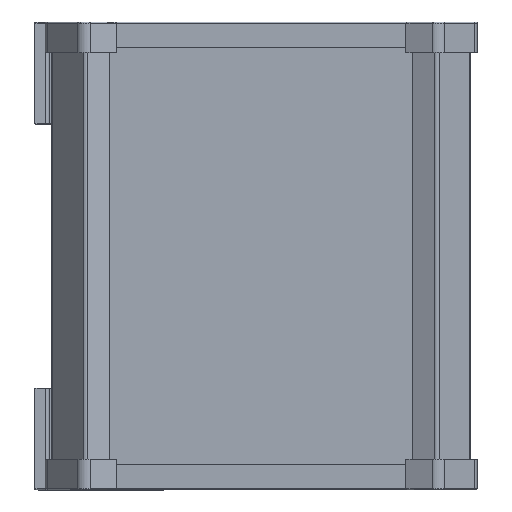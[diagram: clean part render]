
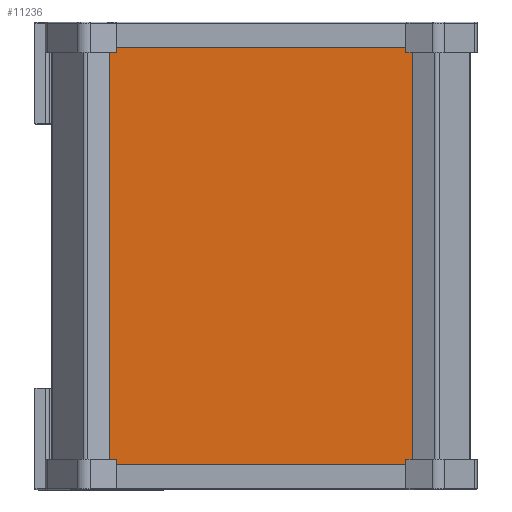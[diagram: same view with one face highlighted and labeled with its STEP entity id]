
A CAD part, top view. The second image highlights one B-rep face of the part: STEP entity #11236.
In plain terms, the highlighted planar face has unit normal (0, 0, 1).
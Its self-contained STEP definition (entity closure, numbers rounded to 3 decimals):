
#992=FACE_OUTER_BOUND('',#1668,.T.);
#1668=EDGE_LOOP('',(#7619,#7620,#7621,#7622));
#2393=LINE('',#16772,#3533);
#2414=LINE('',#16825,#3554);
#2429=LINE('',#16864,#3569);
#2431=LINE('',#16867,#3571);
#3533=VECTOR('',#13251,10.);
#3554=VECTOR('',#13300,10.);
#3569=VECTOR('',#13343,10.);
#3571=VECTOR('',#13347,10.);
#4671=VERTEX_POINT('',#16769);
#4672=VERTEX_POINT('',#16771);
#4690=VERTEX_POINT('',#16823);
#4700=VERTEX_POINT('',#16863);
#5771=EDGE_CURVE('',#4671,#4672,#2393,.T.);
#5798=EDGE_CURVE('',#4690,#4671,#2414,.T.);
#5817=EDGE_CURVE('',#4700,#4672,#2429,.T.);
#5819=EDGE_CURVE('',#4690,#4700,#2431,.T.);
#7619=ORIENTED_EDGE('',*,*,#5771,.F.);
#7620=ORIENTED_EDGE('',*,*,#5798,.F.);
#7621=ORIENTED_EDGE('',*,*,#5819,.T.);
#7622=ORIENTED_EDGE('',*,*,#5817,.T.);
#10850=PLANE('',#11975);
#11236=ADVANCED_FACE('',(#992),#10850,.T.);
#11975=AXIS2_PLACEMENT_3D('',#16866,#13345,#13346);
#13251=DIRECTION('',(1.,0.,0.));
#13300=DIRECTION('',(0.,1.,0.));
#13343=DIRECTION('',(0.,1.,0.));
#13345=DIRECTION('center_axis',(0.,0.,1.));
#13346=DIRECTION('ref_axis',(1.,0.,0.));
#13347=DIRECTION('',(1.,0.,0.));
#16769=CARTESIAN_POINT('',(-29.8,45.,5.671));
#16771=CARTESIAN_POINT('',(29.8,45.,5.671));
#16772=CARTESIAN_POINT('',(10.3,45.,5.671));
#16823=CARTESIAN_POINT('',(-29.8,-45.,5.671));
#16825=CARTESIAN_POINT('',(-29.8,-45.,5.671));
#16863=CARTESIAN_POINT('',(29.8,-45.,5.671));
#16864=CARTESIAN_POINT('',(29.8,-45.,5.671));
#16866=CARTESIAN_POINT('Origin',(0.,-45.,5.671));
#16867=CARTESIAN_POINT('',(-29.8,-45.,5.671));
